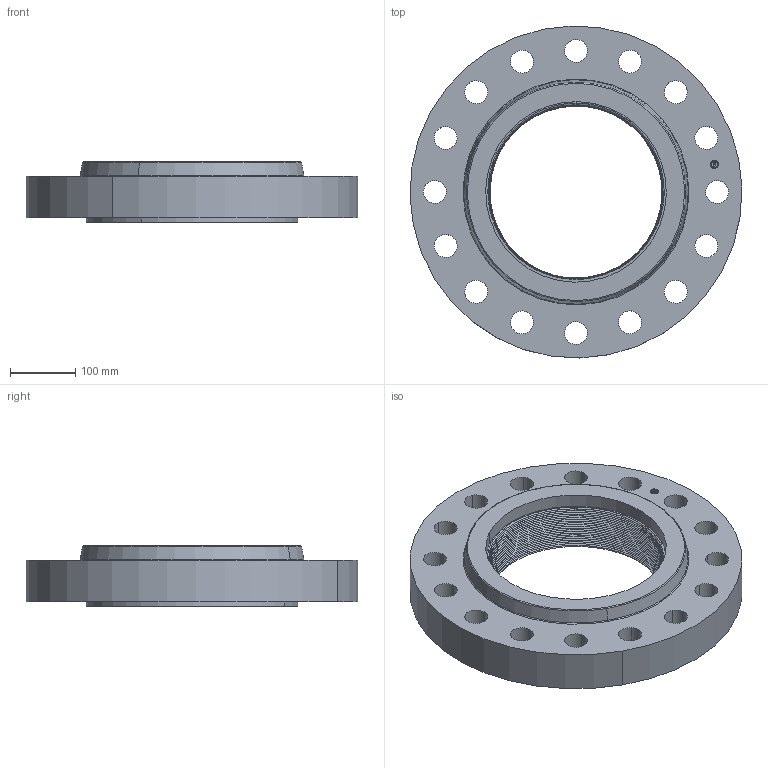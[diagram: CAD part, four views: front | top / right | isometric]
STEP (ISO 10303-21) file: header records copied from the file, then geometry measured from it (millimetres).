
FILE_DESCRIPTION(('3D STEP'),'2;1');
FILE_NAME('10-400-THREADED-RF-FLANGE.stp','2013-01-27T03:02:01+00:00',('Texas Flange'),(''),'CATIA Version 5 Release 20 SP 6 (IN-10)','CATIA V5 STEP AP214','800-826-3801');
FILE_SCHEMA(('AUTOMOTIVE_DESIGN { 1 0 10303 214 1 1 1 1 }'));
Length unit declared in the file: inch
Products named in the file (1): 10-400-THREADED-RF-FLANGE
Bounding box: 507.86 x 507.86 x 92.2 mm (x, y, z)
Volume: 9168106.7 mm3; surface area: 631462 mm2
Topology: 1 solids, 1 shells, 665 faces, 1745 edges, 1102 vertices
Faces by surface type: plane 370, bspline 185, cylinder 58, cone 48, torus 4
Entity records: 27116 total; most frequent: CARTESIAN_POINT 10008, ORIENTED_EDGE 3490, DIRECTION 2037, EDGE_CURVE 1745, VECTOR 1149, LINE 1149, VERTEX_POINT 1102, EDGE_LOOP 719
